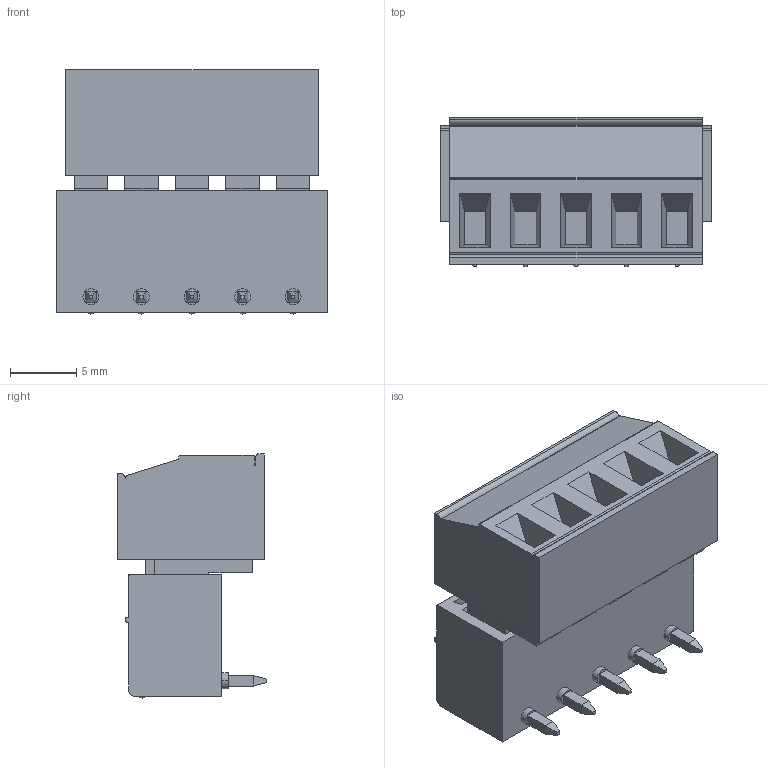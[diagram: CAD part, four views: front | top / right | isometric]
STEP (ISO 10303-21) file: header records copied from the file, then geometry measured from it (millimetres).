
FILE_DESCRIPTION (( 'STEP AP214' ), '1' );
FILE_NAME ('User Library-KEFA 3.81mm_5pin_RA.STEP', '2020-02-07T12:49:12', ( '' ), ( '' ), 'SwSTEP 2.0', 'SolidWorks 2019', '' );
FILE_SCHEMA (( 'AUTOMOTIVE_DESIGN' ));
Length unit declared in the file: millimetre
Products named in the file (1): User Library-KEFA 3.81mm_5pin_RA
Bounding box: 20.44 x 11.28 x 18.4 mm (x, y, z)
Volume: 2513.7 mm3; surface area: 3755.5 mm2
Topology: 2 solids, 2 shells, 594 faces, 1489 edges, 966 vertices
Faces by surface type: plane 472, cylinder 112, cone 5, sphere 5
Entity records: 23984 total; most frequent: CARTESIAN_POINT 3055, ORIENTED_EDGE 2948, DIRECTION 2913, EDGE_CURVE 1474, VECTOR 1205, LINE 1205, VERTEX_POINT 956, AXIS2_PLACEMENT_3D 854
